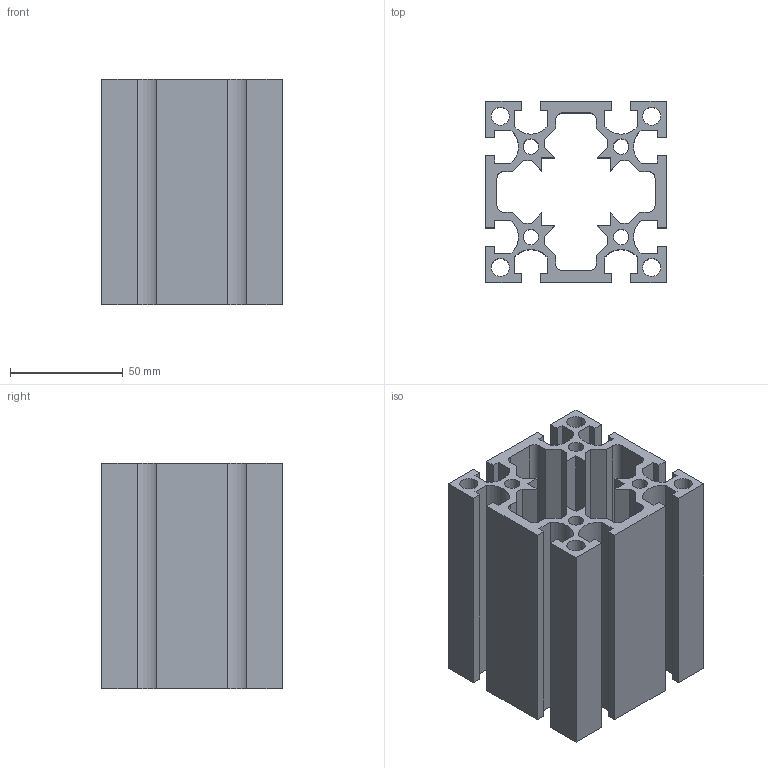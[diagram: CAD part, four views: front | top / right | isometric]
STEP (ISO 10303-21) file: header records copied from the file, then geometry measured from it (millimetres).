
FILE_DESCRIPTION((''),'2;1');
FILE_NAME('AF8080-8.stp','2009-09-01T08:56:24',('Administrator'),(''),'Autodesk Inventor 2008','Autodesk Inventor 2008','');
FILE_SCHEMA(('AUTOMOTIVE_DESIGN { 1 0 10303 214 1 1 1 1 }'));
Length unit declared in the file: millimetre
Products named in the file (1): AF8080-8
Bounding box: 80 x 80 x 100 mm (x, y, z)
Volume: 202505 mm3; surface area: 113917.7 mm2
Topology: 1 solids, 1 shells, 130 faces, 384 edges, 256 vertices
Faces by surface type: plane 106, cylinder 24
Full cylindrical faces by diameter (mm): 6.8 x4, 8 x4
Entity records: 4318 total; most frequent: CARTESIAN_POINT 763, ORIENTED_EDGE 752, DIRECTION 686, EDGE_CURVE 376, VECTOR 328, LINE 328, VERTEX_POINT 256, AXIS2_PLACEMENT_3D 179
